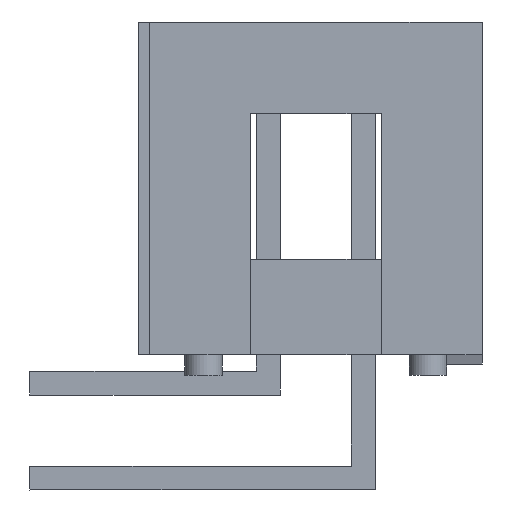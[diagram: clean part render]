
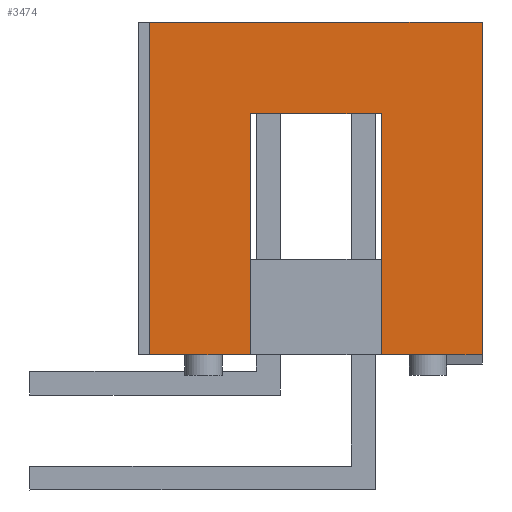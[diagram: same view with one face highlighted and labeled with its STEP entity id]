
A CAD part, left-side view. The second image highlights one B-rep face of the part: STEP entity #3474.
In plain terms, the highlighted planar face has unit normal (-1, 0, 0).
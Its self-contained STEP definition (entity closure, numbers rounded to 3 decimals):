
#3474=ADVANCED_FACE('',(#4454),#3965,.T.);
#3965=PLANE('',#12698);
#4454=FACE_OUTER_BOUND('',#4988,.T.);
#4988=EDGE_LOOP('',(#7202,#7203,#7204,#7205,#7206,#7207,#7208,#7209));
#7202=ORIENTED_EDGE('',*,*,#9628,.T.);
#7203=ORIENTED_EDGE('',*,*,#9625,.T.);
#7204=ORIENTED_EDGE('',*,*,#9629,.T.);
#7205=ORIENTED_EDGE('',*,*,#9630,.T.);
#7206=ORIENTED_EDGE('',*,*,#9631,.T.);
#7207=ORIENTED_EDGE('',*,*,#9475,.F.);
#7208=ORIENTED_EDGE('',*,*,#9632,.T.);
#7209=ORIENTED_EDGE('',*,*,#9528,.T.);
#8291=VERTEX_POINT('',#17149);
#8292=VERTEX_POINT('',#17151);
#8328=VERTEX_POINT('',#17260);
#8329=VERTEX_POINT('',#17262);
#8397=VERTEX_POINT('',#17454);
#8398=VERTEX_POINT('',#17455);
#8399=VERTEX_POINT('',#17462);
#8400=VERTEX_POINT('',#17464);
#9475=EDGE_CURVE('',#8291,#8292,#10734,.T.);
#9528=EDGE_CURVE('',#8329,#8328,#10787,.T.);
#9625=EDGE_CURVE('',#8397,#8398,#10882,.T.);
#9628=EDGE_CURVE('',#8328,#8397,#10885,.T.);
#9629=EDGE_CURVE('',#8398,#8399,#10886,.T.);
#9630=EDGE_CURVE('',#8399,#8400,#10887,.T.);
#9631=EDGE_CURVE('',#8400,#8292,#10888,.T.);
#9632=EDGE_CURVE('',#8291,#8329,#10889,.T.);
#10734=LINE('',#17150,#11987);
#10787=LINE('',#17261,#12040);
#10882=LINE('',#17453,#12135);
#10885=LINE('',#17459,#12138);
#10886=LINE('',#17461,#12139);
#10887=LINE('',#17463,#12140);
#10888=LINE('',#17465,#12141);
#10889=LINE('',#17466,#12142);
#11987=VECTOR('',#14602,1.);
#12040=VECTOR('',#14697,1.);
#12135=VECTOR('',#14850,1.);
#12138=VECTOR('',#14855,1.);
#12139=VECTOR('',#14858,1.);
#12140=VECTOR('',#14859,1.);
#12141=VECTOR('',#14860,1.);
#12142=VECTOR('',#14861,1.);
#12698=AXIS2_PLACEMENT_3D('',#17467,#14862,#14863);
#14602=DIRECTION('',(0.,0.,1.));
#14697=DIRECTION('',(0.,0.,1.));
#14850=DIRECTION('',(0.,0.,-1.));
#14855=DIRECTION('',(0.,-1.,0.));
#14858=DIRECTION('',(0.,-1.,0.));
#14859=DIRECTION('',(0.,0.,1.));
#14860=DIRECTION('',(0.,1.,0.));
#14861=DIRECTION('',(0.,-1.,0.));
#14862=DIRECTION('',(-1.,0.,0.));
#14863=DIRECTION('',(0.,-1.,0.));
#17149=CARTESIAN_POINT('',(-25.4,4.45,-8.9));
#17150=CARTESIAN_POINT('',(-25.4,4.45,-8.9));
#17151=CARTESIAN_POINT('',(-25.4,4.45,0.));
#17260=CARTESIAN_POINT('',(-25.4,1.75,-2.45));
#17261=CARTESIAN_POINT('',(-25.4,1.75,-8.9));
#17262=CARTESIAN_POINT('',(-25.4,1.75,-8.9));
#17453=CARTESIAN_POINT('',(-25.4,-1.75,-2.45));
#17454=CARTESIAN_POINT('',(-25.4,-1.75,-2.45));
#17455=CARTESIAN_POINT('',(-25.4,-1.75,-8.9));
#17459=CARTESIAN_POINT('',(-25.4,1.75,-2.45));
#17461=CARTESIAN_POINT('',(-25.4,-1.75,-8.9));
#17462=CARTESIAN_POINT('',(-25.4,-4.45,-8.9));
#17463=CARTESIAN_POINT('',(-25.4,-4.45,-8.9));
#17464=CARTESIAN_POINT('',(-25.4,-4.45,0.));
#17465=CARTESIAN_POINT('',(-25.4,-4.45,0.));
#17466=CARTESIAN_POINT('',(-25.4,4.45,-8.9));
#17467=CARTESIAN_POINT('',(-25.4,4.45,-8.9));
